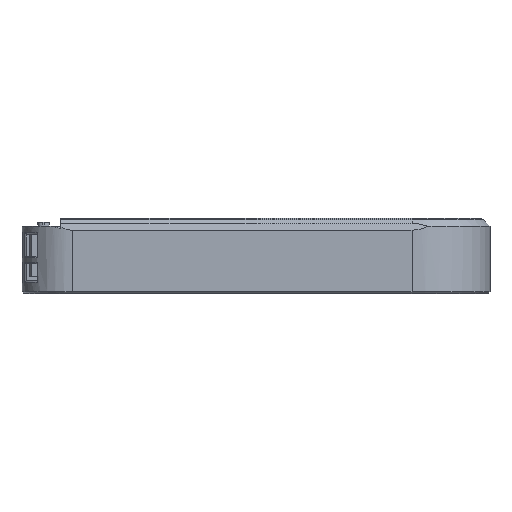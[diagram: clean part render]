
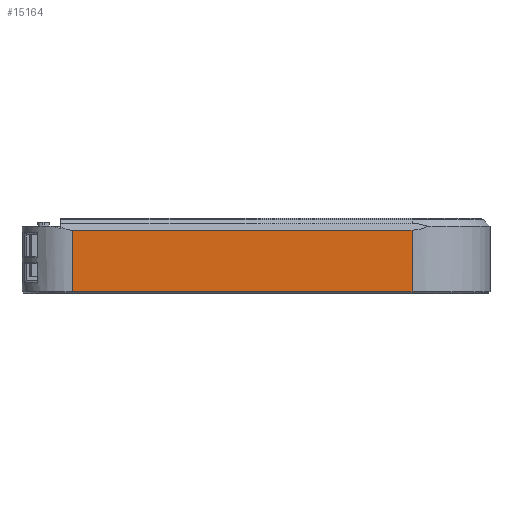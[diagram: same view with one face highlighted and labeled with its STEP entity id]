
A CAD part, left-side view. The second image highlights one B-rep face of the part: STEP entity #15164.
In plain terms, the highlighted planar face has unit normal (-1, 0, 0).
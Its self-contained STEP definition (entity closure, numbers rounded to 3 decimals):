
#799=FACE_OUTER_BOUND('',#1642,.T.);
#1642=EDGE_LOOP('',(#12977,#12978,#12979,#12980));
#3248=LINE('',#23577,#5162);
#3545=LINE('',#24319,#5459);
#3555=LINE('',#24343,#5469);
#3556=LINE('',#24344,#5470);
#5162=VECTOR('',#18892,10.);
#5459=VECTOR('',#19565,10.);
#5469=VECTOR('',#19595,10.);
#5470=VECTOR('',#19596,10.);
#7078=VERTEX_POINT('',#23574);
#7079=VERTEX_POINT('',#23576);
#7226=VERTEX_POINT('',#24317);
#7230=VERTEX_POINT('',#24342);
#8920=EDGE_CURVE('',#7078,#7079,#3248,.T.);
#9264=EDGE_CURVE('',#7226,#7078,#3545,.T.);
#9276=EDGE_CURVE('',#7230,#7226,#3555,.T.);
#9277=EDGE_CURVE('',#7079,#7230,#3556,.T.);
#12977=ORIENTED_EDGE('',*,*,#9264,.F.);
#12978=ORIENTED_EDGE('',*,*,#9276,.F.);
#12979=ORIENTED_EDGE('',*,*,#9277,.F.);
#12980=ORIENTED_EDGE('',*,*,#8920,.F.);
#14479=PLANE('',#16139);
#15164=ADVANCED_FACE('',(#799),#14479,.T.);
#16139=AXIS2_PLACEMENT_3D('',#24341,#19593,#19594);
#18892=DIRECTION('',(0.,0.,1.));
#19565=DIRECTION('',(0.,1.,0.));
#19593=DIRECTION('center_axis',(-1.,0.,0.));
#19594=DIRECTION('ref_axis',(0.,1.,0.));
#19595=DIRECTION('',(0.,0.,-1.));
#19596=DIRECTION('',(0.,-1.,0.));
#23574=CARTESIAN_POINT('',(-64.,57.,-1.55));
#23576=CARTESIAN_POINT('',(-64.,57.,14.3));
#23577=CARTESIAN_POINT('',(-64.,57.,0.));
#24317=CARTESIAN_POINT('',(-64.,-30.,-1.55));
#24319=CARTESIAN_POINT('',(-64.,-15.,-1.55));
#24341=CARTESIAN_POINT('Origin',(-64.,-30.,0.));
#24342=CARTESIAN_POINT('',(-64.,-30.,14.3));
#24343=CARTESIAN_POINT('',(-64.,-30.,0.));
#24344=CARTESIAN_POINT('',(-64.,-22.5,14.3));
